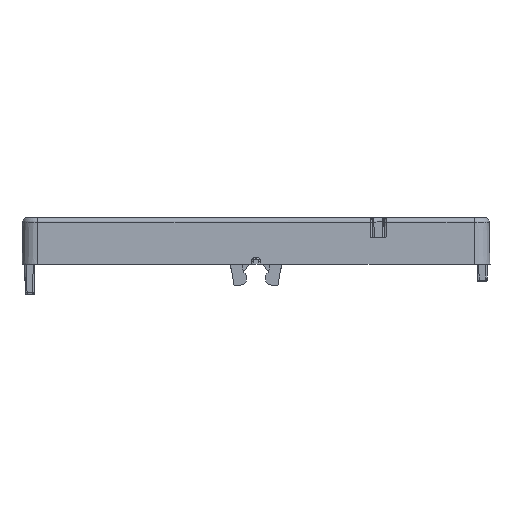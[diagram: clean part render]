
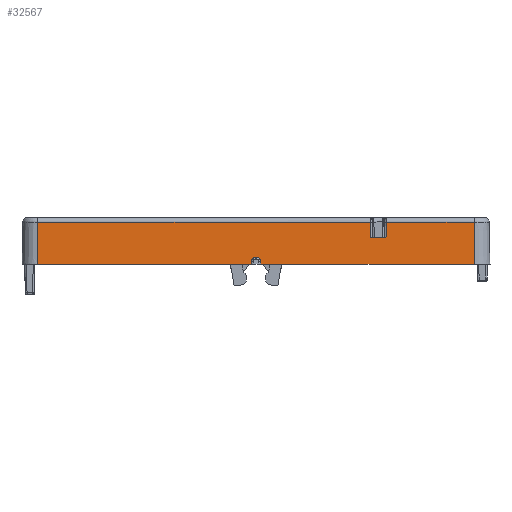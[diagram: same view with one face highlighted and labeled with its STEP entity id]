
A CAD part, left-side view. The second image highlights one B-rep face of the part: STEP entity #32567.
In plain terms, the highlighted planar face has unit normal (-1, 0, 0.018).
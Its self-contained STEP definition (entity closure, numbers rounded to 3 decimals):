
#32539=AXIS2_PLACEMENT_3D('Plane Axis2P3D',#32536,#32537,#32538) ;
#1969=CARTESIAN_POINT('Line Origine',(-26.539,-14.52,38.)) ;
#1973=CARTESIAN_POINT('Vertex',(-26.54,-14.368,38.)) ;
#1975=CARTESIAN_POINT('Vertex',(-26.54,-14.392,38.)) ;
#26799=CARTESIAN_POINT('Control Point',(-26.593,-0.542,35.)) ;
#26800=CARTESIAN_POINT('Control Point',(-26.587,-0.525,35.326)) ;
#26801=CARTESIAN_POINT('Vertex',(-26.593,-0.542,35.)) ;
#26803=CARTESIAN_POINT('Vertex',(-26.587,-0.525,35.326)) ;
#26841=CARTESIAN_POINT('Vertex',(-26.579,-0.026,35.8)) ;
#26854=CARTESIAN_POINT('Control Point',(-26.579,-0.026,35.8)) ;
#26855=CARTESIAN_POINT('Control Point',(-26.579,-0.215,35.8)) ;
#26856=CARTESIAN_POINT('Control Point',(-26.58,-0.407,35.702)) ;
#26857=CARTESIAN_POINT('Control Point',(-26.584,-0.515,35.516)) ;
#26858=CARTESIAN_POINT('Control Point',(-26.587,-0.525,35.326)) ;
#26877=CARTESIAN_POINT('Vertex',(-26.593,0.542,35.)) ;
#26892=CARTESIAN_POINT('Vertex',(-26.587,0.525,35.326)) ;
#26896=CARTESIAN_POINT('Control Point',(-26.593,0.542,35.)) ;
#26897=CARTESIAN_POINT('Control Point',(-26.587,0.525,35.326)) ;
#26912=CARTESIAN_POINT('Line Origine',(-26.579,0.,35.8)) ;
#26916=CARTESIAN_POINT('Vertex',(-26.579,0.026,35.8)) ;
#27011=CARTESIAN_POINT('Control Point',(-26.579,0.026,35.8)) ;
#27012=CARTESIAN_POINT('Control Point',(-26.579,0.215,35.8)) ;
#27013=CARTESIAN_POINT('Control Point',(-26.58,0.407,35.702)) ;
#27014=CARTESIAN_POINT('Control Point',(-26.584,0.515,35.516)) ;
#27015=CARTESIAN_POINT('Control Point',(-26.587,0.525,35.326)) ;
#28868=CARTESIAN_POINT('Vertex',(-26.509,-24.8,39.809)) ;
#28871=CARTESIAN_POINT('Line Origine',(-26.546,-24.8,37.65)) ;
#28875=CARTESIAN_POINT('Vertex',(-26.593,-24.8,35.)) ;
#28942=CARTESIAN_POINT('Vertex',(-26.509,24.8,39.809)) ;
#28961=CARTESIAN_POINT('Vertex',(-26.593,24.8,35.)) ;
#28964=CARTESIAN_POINT('Line Origine',(-26.546,24.8,37.65)) ;
#30412=CARTESIAN_POINT('Line Origine',(-26.593,-12.671,35.)) ;
#30417=CARTESIAN_POINT('Line Origine',(-26.593,12.671,35.)) ;
#30947=CARTESIAN_POINT('Line Origine',(-26.509,0.,39.809)) ;
#30951=CARTESIAN_POINT('Vertex',(-26.509,-12.992,39.809)) ;
#31911=CARTESIAN_POINT('Line Origine',(-26.54,-14.581,38.)) ;
#31915=CARTESIAN_POINT('Vertex',(-26.54,-14.77,38.)) ;
#31973=CARTESIAN_POINT('Vertex',(-26.54,-13.055,38.)) ;
#31976=CARTESIAN_POINT('Line Origine',(-26.54,-13.711,38.)) ;
#32260=CARTESIAN_POINT('Line Origine',(-26.509,0.,39.809)) ;
#32264=CARTESIAN_POINT('Vertex',(-26.509,-14.833,39.809)) ;
#32536=CARTESIAN_POINT('Axis2P3D Location',(-26.5,0.,40.3)) ;
#32542=CARTESIAN_POINT('Control Point',(-26.509,-12.992,39.809)) ;
#32543=CARTESIAN_POINT('Control Point',(-26.54,-13.055,38.)) ;
#32546=CARTESIAN_POINT('Control Point',(-26.509,-14.833,39.809)) ;
#32547=CARTESIAN_POINT('Control Point',(-26.54,-14.77,38.)) ;
#1970=DIRECTION('Vector Direction',(-0.009,1.,0.)) ;
#26913=DIRECTION('Vector Direction',(0.,1.,0.)) ;
#28872=DIRECTION('Vector Direction',(-0.017,0.,-1.)) ;
#28965=DIRECTION('Vector Direction',(-0.017,0.,-1.)) ;
#30413=DIRECTION('Vector Direction',(0.,-1.,0.)) ;
#30418=DIRECTION('Vector Direction',(0.,-1.,0.)) ;
#30948=DIRECTION('Vector Direction',(0.,1.,0.)) ;
#31912=DIRECTION('Vector Direction',(0.,1.,0.)) ;
#31977=DIRECTION('Vector Direction',(0.,1.,0.)) ;
#32261=DIRECTION('Vector Direction',(0.,1.,0.)) ;
#32537=DIRECTION('Axis2P3D Direction',(1.,0.,-0.017)) ;
#32538=DIRECTION('Axis2P3D XDirection',(0.,-1.,0.)) ;
#1971=VECTOR('Line Direction',#1970,1.) ;
#26914=VECTOR('Line Direction',#26913,1.) ;
#28873=VECTOR('Line Direction',#28872,1.) ;
#28966=VECTOR('Line Direction',#28965,1.) ;
#30414=VECTOR('Line Direction',#30413,1.) ;
#30419=VECTOR('Line Direction',#30418,1.) ;
#30949=VECTOR('Line Direction',#30948,1.) ;
#31913=VECTOR('Line Direction',#31912,1.) ;
#31978=VECTOR('Line Direction',#31977,1.) ;
#32262=VECTOR('Line Direction',#32261,1.) ;
#32550=ORIENTED_EDGE('',*,*,#1977,.F.) ;
#32551=ORIENTED_EDGE('',*,*,#31980,.F.) ;
#32552=ORIENTED_EDGE('',*,*,#32544,.T.) ;
#32553=ORIENTED_EDGE('',*,*,#30953,.T.) ;
#32554=ORIENTED_EDGE('',*,*,#28968,.F.) ;
#32555=ORIENTED_EDGE('',*,*,#30421,.F.) ;
#32556=ORIENTED_EDGE('',*,*,#26898,.T.) ;
#32557=ORIENTED_EDGE('',*,*,#27016,.F.) ;
#32558=ORIENTED_EDGE('',*,*,#26918,.F.) ;
#32559=ORIENTED_EDGE('',*,*,#26859,.T.) ;
#32560=ORIENTED_EDGE('',*,*,#26805,.F.) ;
#32561=ORIENTED_EDGE('',*,*,#30416,.F.) ;
#32562=ORIENTED_EDGE('',*,*,#28877,.T.) ;
#32563=ORIENTED_EDGE('',*,*,#32266,.T.) ;
#32564=ORIENTED_EDGE('',*,*,#32548,.T.) ;
#32565=ORIENTED_EDGE('',*,*,#31917,.F.) ;
#32567=ADVANCED_FACE('PartBody',(#32566),#32540,.F.) ;
#26798=B_SPLINE_CURVE_WITH_KNOTS('',1,(#26799,#26800),.UNSPECIFIED.,.F.,.U.,(2,2),(-0.163,0.163),.UNSPECIFIED.) ;
#26853=B_SPLINE_CURVE_WITH_KNOTS('',4,(#26854,#26855,#26856,#26857,#26858),.UNSPECIFIED.,.F.,.U.,(5,5),(0.,1.074),.UNSPECIFIED.) ;
#26895=B_SPLINE_CURVE_WITH_KNOTS('',1,(#26896,#26897),.UNSPECIFIED.,.F.,.U.,(2,2),(-0.163,0.163),.UNSPECIFIED.) ;
#27010=B_SPLINE_CURVE_WITH_KNOTS('',4,(#27011,#27012,#27013,#27014,#27015),.UNSPECIFIED.,.F.,.U.,(5,5),(0.,1.074),.UNSPECIFIED.) ;
#32541=B_SPLINE_CURVE_WITH_KNOTS('',1,(#32542,#32543),.UNSPECIFIED.,.F.,.U.,(2,2),(-2.275,-0.465),.UNSPECIFIED.) ;
#32545=B_SPLINE_CURVE_WITH_KNOTS('',1,(#32546,#32547),.UNSPECIFIED.,.F.,.U.,(2,2),(-2.275,-0.465),.UNSPECIFIED.) ;
#1977=EDGE_CURVE('',#1974,#1976,#1972,.F.) ;
#26805=EDGE_CURVE('',#26802,#26804,#26798,.T.) ;
#26859=EDGE_CURVE('',#26842,#26804,#26853,.T.) ;
#26898=EDGE_CURVE('',#26878,#26893,#26895,.T.) ;
#26918=EDGE_CURVE('',#26842,#26917,#26915,.T.) ;
#27016=EDGE_CURVE('',#26917,#26893,#27010,.T.) ;
#28877=EDGE_CURVE('',#28876,#28869,#28874,.F.) ;
#28968=EDGE_CURVE('',#28962,#28943,#28967,.F.) ;
#30416=EDGE_CURVE('',#28876,#26802,#30415,.F.) ;
#30421=EDGE_CURVE('',#26878,#28962,#30420,.F.) ;
#30953=EDGE_CURVE('',#30952,#28943,#30950,.T.) ;
#31917=EDGE_CURVE('',#1976,#31916,#31914,.F.) ;
#31980=EDGE_CURVE('',#31974,#1974,#31979,.F.) ;
#32266=EDGE_CURVE('',#28869,#32265,#32263,.T.) ;
#32544=EDGE_CURVE('',#31974,#30952,#32541,.F.) ;
#32548=EDGE_CURVE('',#32265,#31916,#32545,.T.) ;
#32549=EDGE_LOOP('',(#32550,#32551,#32552,#32553,#32554,#32555,#32556,#32557,#32558,#32559,#32560,#32561,#32562,#32563,#32564,#32565)) ;
#32566=FACE_OUTER_BOUND('',#32549,.T.) ;
#1972=LINE('Line',#1969,#1971) ;
#26915=LINE('Line',#26912,#26914) ;
#28874=LINE('Line',#28871,#28873) ;
#28967=LINE('Line',#28964,#28966) ;
#30415=LINE('Line',#30412,#30414) ;
#30420=LINE('Line',#30417,#30419) ;
#30950=LINE('Line',#30947,#30949) ;
#31914=LINE('Line',#31911,#31913) ;
#31979=LINE('Line',#31976,#31978) ;
#32263=LINE('Line',#32260,#32262) ;
#32540=PLANE('',#32539) ;
#1974=VERTEX_POINT('',#1973) ;
#1976=VERTEX_POINT('',#1975) ;
#26802=VERTEX_POINT('',#26801) ;
#26804=VERTEX_POINT('',#26803) ;
#26842=VERTEX_POINT('',#26841) ;
#26878=VERTEX_POINT('',#26877) ;
#26893=VERTEX_POINT('',#26892) ;
#26917=VERTEX_POINT('',#26916) ;
#28869=VERTEX_POINT('',#28868) ;
#28876=VERTEX_POINT('',#28875) ;
#28943=VERTEX_POINT('',#28942) ;
#28962=VERTEX_POINT('',#28961) ;
#30952=VERTEX_POINT('',#30951) ;
#31916=VERTEX_POINT('',#31915) ;
#31974=VERTEX_POINT('',#31973) ;
#32265=VERTEX_POINT('',#32264) ;
